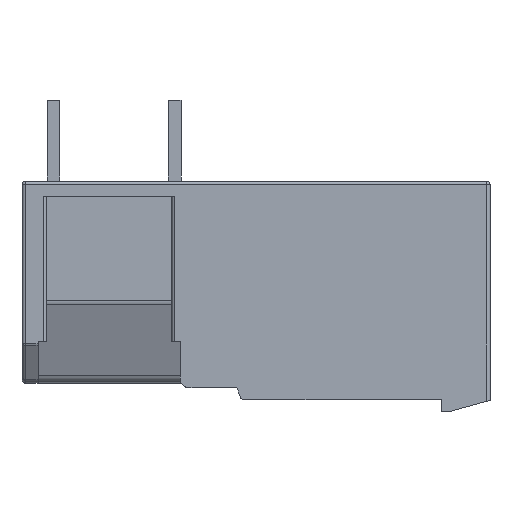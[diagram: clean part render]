
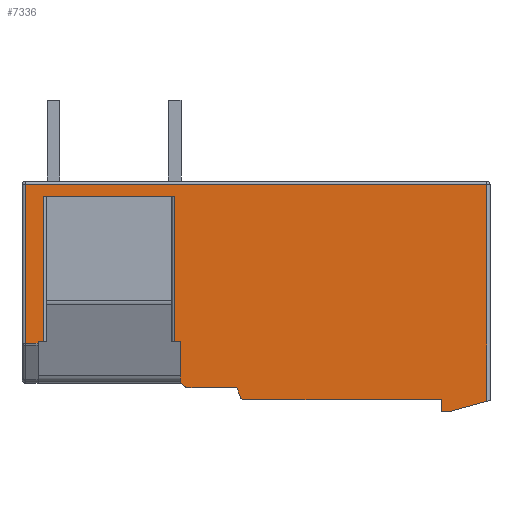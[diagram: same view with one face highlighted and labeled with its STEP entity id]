
A CAD part, front view. The second image highlights one B-rep face of the part: STEP entity #7336.
In plain terms, the highlighted planar face has unit normal (0, -1, 0).
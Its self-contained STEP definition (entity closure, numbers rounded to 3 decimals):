
#1=DIRECTION('',(0.,0.,-1.));
#2=VECTOR('',#1,13.446);
#3=CARTESIAN_POINT('',(17.65,0.,6.756));
#4=LINE('',#3,#2);
#5=DIRECTION('',(-0.963,0.,-0.27));
#6=VECTOR('',#5,2.388);
#7=CARTESIAN_POINT('',(17.65,0.,-6.69));
#8=LINE('',#7,#6);
#9=DIRECTION('',(-1.,0.,0.));
#10=VECTOR('',#9,0.5);
#11=CARTESIAN_POINT('',(15.35,0.,-7.334));
#12=LINE('',#11,#10);
#13=DIRECTION('',(0.,0.,1.));
#14=VECTOR('',#13,0.75);
#15=CARTESIAN_POINT('',(14.85,0.,-7.334));
#16=LINE('',#15,#14);
#17=DIRECTION('',(-1.,0.,0.));
#18=VECTOR('',#17,12.26);
#19=CARTESIAN_POINT('',(14.85,0.,-6.584));
#20=LINE('',#19,#18);
#21=CARTESIAN_POINT('',(2.59,0.,-6.384));
#22=DIRECTION('',(0.,1.,0.));
#23=DIRECTION('',(0.,0.,-1.));
#24=AXIS2_PLACEMENT_3D('',#21,#22,#23);
#26=DIRECTION('',(-0.376,0.,0.927));
#27=VECTOR('',#26,0.664);
#28=CARTESIAN_POINT('',(2.405,0.,-6.459));
#29=LINE('',#28,#27);
#30=DIRECTION('',(-1.,0.,0.));
#31=VECTOR('',#30,3.085);
#32=CARTESIAN_POINT('',(2.155,0.,-5.844));
#33=LINE('',#32,#31);
#34=CARTESIAN_POINT('',(-0.93,0.,-5.644));
#35=DIRECTION('',(0.,1.,0.));
#36=DIRECTION('',(0.,0.,-1.));
#37=AXIS2_PLACEMENT_3D('',#34,#35,#36);
#39=DIRECTION('',(-0.707,0.,0.707));
#40=VECTOR('',#39,0.313);
#41=CARTESIAN_POINT('',(-1.071,0.,-5.785));
#42=LINE('',#41,#40);
#43=DIRECTION('',(-1.,0.,0.));
#44=VECTOR('',#43,0.057);
#45=CARTESIAN_POINT('',(-1.293,0.,-5.564));
#46=LINE('',#45,#44);
#47=DIRECTION('',(0.,0.,-1.));
#48=VECTOR('',#47,2.58);
#49=CARTESIAN_POINT('',(-1.35,0.,-2.984));
#50=LINE('',#49,#48);
#51=DIRECTION('',(-1.,0.,0.));
#52=VECTOR('',#51,8.16);
#53=CARTESIAN_POINT('',(-1.67,0.,6.016));
#54=LINE('',#53,#52);
#55=DIRECTION('',(0.,0.,-1.));
#56=VECTOR('',#55,9.);
#57=CARTESIAN_POINT('',(-9.83,0.,6.016));
#58=LINE('',#57,#56);
#59=DIRECTION('',(0.,0.,-1.));
#60=VECTOR('',#59,0.123);
#61=CARTESIAN_POINT('',(-10.15,0.,-2.984));
#62=LINE('',#61,#60);
#63=DIRECTION('',(-1.,0.,0.));
#64=VECTOR('',#63,0.8);
#65=CARTESIAN_POINT('',(-10.15,0.,-3.106));
#66=LINE('',#65,#64);
#67=DIRECTION('',(0.,0.,1.));
#68=VECTOR('',#67,9.863);
#69=CARTESIAN_POINT('',(-10.95,0.,-3.106));
#70=LINE('',#69,#68);
#71=DIRECTION('',(1.,0.,0.));
#72=VECTOR('',#71,28.6);
#73=CARTESIAN_POINT('',(-10.95,0.,6.756));
#74=LINE('',#73,#72);
#84=CARTESIAN_POINT('',(17.65,0.,-6.69));
#4678=DIRECTION('',(-1.,0.,0.));
#4679=VECTOR('',#4678,0.32);
#4680=CARTESIAN_POINT('',(-1.35,0.,-2.984));
#4681=LINE('',#4680,#4679);
#4682=DIRECTION('',(-1.,0.,0.));
#4683=VECTOR('',#4682,0.32);
#4684=CARTESIAN_POINT('',(-9.83,0.,-2.984));
#4685=LINE('',#4684,#4683);
#4717=DIRECTION('',(0.,0.,-1.));
#4718=VECTOR('',#4717,9.);
#4719=CARTESIAN_POINT('',(-1.67,0.,6.016));
#4720=LINE('',#4719,#4718);
#5563=CARTESIAN_POINT('',(15.35,0.,-7.334));
#5564=CARTESIAN_POINT('',(14.85,0.,-7.334));
#5565=VERTEX_POINT('',#5563);
#5566=VERTEX_POINT('',#5564);
#5567=CARTESIAN_POINT('',(14.85,0.,-6.584));
#5568=VERTEX_POINT('',#5567);
#5569=CARTESIAN_POINT('',(2.59,0.,-6.584));
#5570=VERTEX_POINT('',#5569);
#5571=CARTESIAN_POINT('',(2.405,0.,-6.459));
#5572=VERTEX_POINT('',#5571);
#5573=CARTESIAN_POINT('',(2.155,0.,-5.844));
#5574=VERTEX_POINT('',#5573);
#5575=CARTESIAN_POINT('',(-0.93,0.,-5.844));
#5576=VERTEX_POINT('',#5575);
#5577=CARTESIAN_POINT('',(-1.071,0.,-5.785));
#5578=VERTEX_POINT('',#5577);
#5579=CARTESIAN_POINT('',(-1.293,0.,-5.564));
#5580=VERTEX_POINT('',#5579);
#6579=CARTESIAN_POINT('',(-1.35,0.,-5.564));
#6581=VERTEX_POINT('',#6579);
#6585=CARTESIAN_POINT('',(-1.67,0.,-2.984));
#6587=VERTEX_POINT('',#6585);
#6590=CARTESIAN_POINT('',(-9.83,0.,-2.984));
#6592=VERTEX_POINT('',#6590);
#6594=CARTESIAN_POINT('',(-1.35,0.,-2.984));
#6596=VERTEX_POINT('',#6594);
#6599=CARTESIAN_POINT('',(-10.15,0.,-2.984));
#6601=VERTEX_POINT('',#6599);
#6605=CARTESIAN_POINT('',(-1.67,0.,6.016));
#6607=VERTEX_POINT('',#6605);
#6610=CARTESIAN_POINT('',(-9.83,0.,6.016));
#6612=VERTEX_POINT('',#6610);
#6669=CARTESIAN_POINT('',(-10.15,0.,-3.106));
#6670=VERTEX_POINT('',#6669);
#6680=VERTEX_POINT('',#84);
#6681=CARTESIAN_POINT('',(17.65,0.,6.756));
#6682=VERTEX_POINT('',#6681);
#6689=CARTESIAN_POINT('',(-10.95,0.,6.756));
#6690=VERTEX_POINT('',#6689);
#6695=CARTESIAN_POINT('',(-10.95,0.,-3.106));
#6696=VERTEX_POINT('',#6695);
#7287=CARTESIAN_POINT('',(0.,0.,0.));
#7288=DIRECTION('',(0.,1.,0.));
#7289=DIRECTION('',(1.,0.,0.));
#7290=AXIS2_PLACEMENT_3D('',#7287,#7288,#7289);
#7291=PLANE('',#7290);
#7293=ORIENTED_EDGE('',*,*,#7292,.T.);
#7295=ORIENTED_EDGE('',*,*,#7294,.T.);
#7297=ORIENTED_EDGE('',*,*,#7296,.T.);
#7299=ORIENTED_EDGE('',*,*,#7298,.T.);
#7301=ORIENTED_EDGE('',*,*,#7300,.T.);
#7303=ORIENTED_EDGE('',*,*,#7302,.T.);
#7305=ORIENTED_EDGE('',*,*,#7304,.T.);
#7307=ORIENTED_EDGE('',*,*,#7306,.T.);
#7309=ORIENTED_EDGE('',*,*,#7308,.T.);
#7311=ORIENTED_EDGE('',*,*,#7310,.T.);
#7313=ORIENTED_EDGE('',*,*,#7312,.T.);
#7315=ORIENTED_EDGE('',*,*,#7314,.F.);
#7317=ORIENTED_EDGE('',*,*,#7316,.T.);
#7319=ORIENTED_EDGE('',*,*,#7318,.F.);
#7321=ORIENTED_EDGE('',*,*,#7320,.T.);
#7323=ORIENTED_EDGE('',*,*,#7322,.T.);
#7325=ORIENTED_EDGE('',*,*,#7324,.T.);
#7327=ORIENTED_EDGE('',*,*,#7326,.T.);
#7329=ORIENTED_EDGE('',*,*,#7328,.T.);
#7331=ORIENTED_EDGE('',*,*,#7330,.T.);
#7333=ORIENTED_EDGE('',*,*,#7332,.T.);
#7334=EDGE_LOOP('',(#7293,#7295,#7297,#7299,#7301,#7303,#7305,#7307,#7309,#7311,
#7313,#7315,#7317,#7319,#7321,#7323,#7325,#7327,#7329,#7331,#7333));
#7335=FACE_OUTER_BOUND('',#7334,.F.);
#7336=ADVANCED_FACE('',(#7335),#7291,.F.);
#25=CIRCLE('',#24,0.2);
#38=CIRCLE('',#37,0.2);
#7292=EDGE_CURVE('',#6682,#6680,#4,.T.);
#7294=EDGE_CURVE('',#6680,#5565,#8,.T.);
#7296=EDGE_CURVE('',#5565,#5566,#12,.T.);
#7298=EDGE_CURVE('',#5566,#5568,#16,.T.);
#7300=EDGE_CURVE('',#5568,#5570,#20,.T.);
#7302=EDGE_CURVE('',#5570,#5572,#25,.T.);
#7304=EDGE_CURVE('',#5572,#5574,#29,.T.);
#7306=EDGE_CURVE('',#5574,#5576,#33,.T.);
#7308=EDGE_CURVE('',#5576,#5578,#38,.T.);
#7310=EDGE_CURVE('',#5578,#5580,#42,.T.);
#7312=EDGE_CURVE('',#5580,#6581,#46,.T.);
#7314=EDGE_CURVE('',#6596,#6581,#50,.T.);
#7316=EDGE_CURVE('',#6596,#6587,#4681,.T.);
#7318=EDGE_CURVE('',#6607,#6587,#4720,.T.);
#7320=EDGE_CURVE('',#6607,#6612,#54,.T.);
#7322=EDGE_CURVE('',#6612,#6592,#58,.T.);
#7324=EDGE_CURVE('',#6592,#6601,#4685,.T.);
#7326=EDGE_CURVE('',#6601,#6670,#62,.T.);
#7328=EDGE_CURVE('',#6670,#6696,#66,.T.);
#7330=EDGE_CURVE('',#6696,#6690,#70,.T.);
#7332=EDGE_CURVE('',#6690,#6682,#74,.T.);
